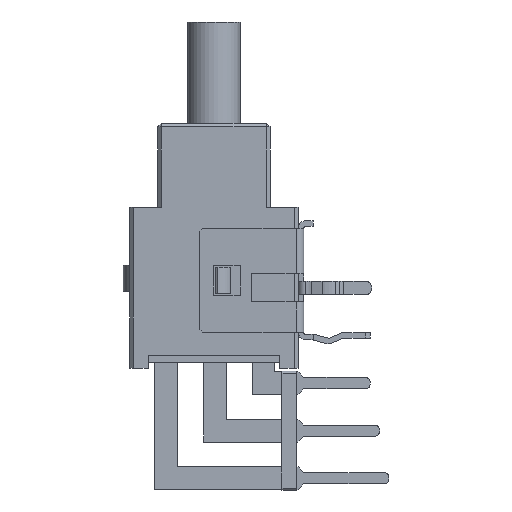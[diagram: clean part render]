
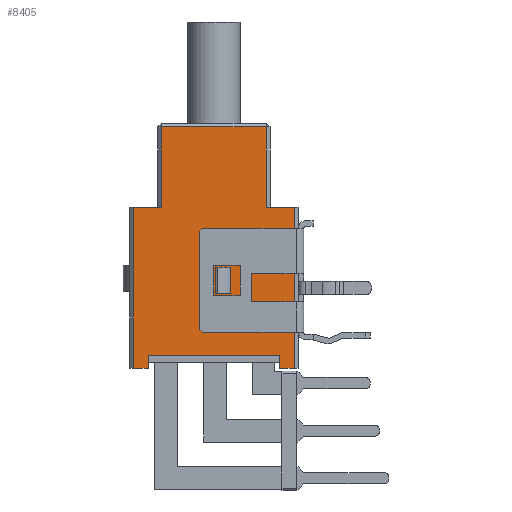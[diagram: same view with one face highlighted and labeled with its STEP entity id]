
A CAD part, front view. The second image highlights one B-rep face of the part: STEP entity #8405.
In plain terms, the highlighted planar face has unit normal (0, -1, 0).
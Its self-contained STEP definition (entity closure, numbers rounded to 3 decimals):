
#1016=ORIENTED_EDGE('',*,*,#2684,.F.);
#1017=ORIENTED_EDGE('',*,*,#2688,.T.);
#1018=ORIENTED_EDGE('',*,*,#2720,.F.);
#1019=ORIENTED_EDGE('',*,*,#2721,.T.);
#1020=ORIENTED_EDGE('',*,*,#2708,.F.);
#1021=ORIENTED_EDGE('',*,*,#2722,.F.);
#1022=ORIENTED_EDGE('',*,*,#2723,.T.);
#1023=ORIENTED_EDGE('',*,*,#2698,.T.);
#1024=ORIENTED_EDGE('',*,*,#2701,.F.);
#1025=ORIENTED_EDGE('',*,*,#2541,.T.);
#1026=ORIENTED_EDGE('',*,*,#2539,.T.);
#1027=ORIENTED_EDGE('',*,*,#2538,.T.);
#1028=ORIENTED_EDGE('',*,*,#2536,.T.);
#1029=ORIENTED_EDGE('',*,*,#2535,.T.);
#1030=ORIENTED_EDGE('',*,*,#2533,.F.);
#1031=ORIENTED_EDGE('',*,*,#2531,.F.);
#2531=EDGE_CURVE('',#3473,#3472,#4069,.T.);
#2533=EDGE_CURVE('',#3472,#3474,#4071,.T.);
#2535=EDGE_CURVE('',#3475,#3474,#4073,.T.);
#2536=EDGE_CURVE('',#3473,#3475,#4074,.T.);
#2538=EDGE_CURVE('',#3394,#3476,#4076,.T.);
#2539=EDGE_CURVE('',#3395,#3394,#4077,.T.);
#2541=EDGE_CURVE('',#3477,#3395,#4079,.T.);
#2684=EDGE_CURVE('',#3551,#3476,#4160,.T.);
#2688=EDGE_CURVE('',#3551,#3553,#4164,.T.);
#2698=EDGE_CURVE('',#3560,#3558,#4172,.T.);
#2701=EDGE_CURVE('',#3477,#3558,#4175,.T.);
#2708=EDGE_CURVE('',#3566,#3567,#4182,.T.);
#2720=EDGE_CURVE('',#3570,#3553,#4194,.T.);
#2721=EDGE_CURVE('',#3570,#3567,#4195,.T.);
#2722=EDGE_CURVE('',#3571,#3566,#4196,.T.);
#2723=EDGE_CURVE('',#3571,#3560,#4197,.T.);
#3394=VERTEX_POINT('',#11190);
#3395=VERTEX_POINT('',#11194);
#3472=VERTEX_POINT('',#11551);
#3473=VERTEX_POINT('',#11553);
#3474=VERTEX_POINT('',#11557);
#3475=VERTEX_POINT('',#11561);
#3476=VERTEX_POINT('',#11567);
#3477=VERTEX_POINT('',#11573);
#3551=VERTEX_POINT('',#12156);
#3553=VERTEX_POINT('',#12163);
#3558=VERTEX_POINT('',#12183);
#3560=VERTEX_POINT('',#12186);
#3566=VERTEX_POINT('',#12205);
#3567=VERTEX_POINT('',#12206);
#3570=VERTEX_POINT('',#12222);
#3571=VERTEX_POINT('',#12225);
#4069=LINE('',#11554,#4815);
#4071=LINE('',#11558,#4817);
#4073=LINE('',#11562,#4819);
#4074=LINE('',#11564,#4820);
#4076=LINE('',#11568,#4822);
#4077=LINE('',#11570,#4823);
#4079=LINE('',#11574,#4825);
#4160=LINE('',#12157,#4906);
#4164=LINE('',#12164,#4910);
#4172=LINE('',#12185,#4918);
#4175=LINE('',#12191,#4921);
#4182=LINE('',#12204,#4928);
#4194=LINE('',#12221,#4940);
#4195=LINE('',#12223,#4941);
#4196=LINE('',#12224,#4942);
#4197=LINE('',#12226,#4943);
#4815=VECTOR('',#9402,1000.);
#4817=VECTOR('',#9406,1000.);
#4819=VECTOR('',#9410,1000.);
#4820=VECTOR('',#9413,1000.);
#4822=VECTOR('',#9417,1000.);
#4823=VECTOR('',#9420,1000.);
#4825=VECTOR('',#9424,1000.);
#4906=VECTOR('',#9633,1000.);
#4910=VECTOR('',#9639,1000.);
#4918=VECTOR('',#9661,1000.);
#4921=VECTOR('',#9666,1000.);
#4928=VECTOR('',#9677,1000.);
#4940=VECTOR('',#9691,1000.);
#4941=VECTOR('',#9692,1000.);
#4942=VECTOR('',#9693,1000.);
#4943=VECTOR('',#9694,1000.);
#5589=EDGE_LOOP('',(#1016,#1017,#1018,#1019,#1020,#1021,#1022,#1023,#1024,
#1025,#1026,#1027));
#5590=EDGE_LOOP('',(#1028,#1029,#1030,#1031));
#5993=FACE_BOUND('',#5589,.T.);
#5994=FACE_BOUND('',#5590,.T.);
#6364=PLANE('',#8802);
#8405=ADVANCED_FACE('',(#5993,#5994),#6364,.F.);
#8802=AXIS2_PLACEMENT_3D('',#12220,#9689,#9690);
#9402=DIRECTION('',(0.,0.,1.));
#9406=DIRECTION('',(-1.,0.,0.));
#9410=DIRECTION('',(0.,0.,1.));
#9413=DIRECTION('',(-1.,0.,0.));
#9417=DIRECTION('',(0.,0.,-1.));
#9420=DIRECTION('',(-1.,0.,0.));
#9424=DIRECTION('',(0.,0.,1.));
#9633=DIRECTION('',(1.,0.,0.));
#9639=DIRECTION('',(0.,0.,-1.));
#9661=DIRECTION('',(0.,0.,1.));
#9666=DIRECTION('',(1.,0.,0.));
#9677=DIRECTION('',(-1.,0.,0.));
#9689=DIRECTION('',(0.,1.,0.));
#9690=DIRECTION('',(0.,0.,1.));
#9691=DIRECTION('',(-1.,0.,0.));
#9692=DIRECTION('',(0.,0.,1.));
#9693=DIRECTION('',(0.,0.,1.));
#9694=DIRECTION('',(1.,0.,0.));
#11190=CARTESIAN_POINT('',(-2.8,-2.5,12.195));
#11194=CARTESIAN_POINT('',(2.8,-2.5,12.195));
#11551=CARTESIAN_POINT('',(0.9,-2.5,4.695));
#11553=CARTESIAN_POINT('',(0.9,-2.5,3.295));
#11554=CARTESIAN_POINT('',(0.9,-2.5,3.295));
#11557=CARTESIAN_POINT('',(0.1,-2.5,4.695));
#11558=CARTESIAN_POINT('',(0.9,-2.5,4.695));
#11561=CARTESIAN_POINT('',(0.1,-2.5,3.295));
#11562=CARTESIAN_POINT('',(0.1,-2.5,3.295));
#11564=CARTESIAN_POINT('',(0.9,-2.5,3.295));
#11567=CARTESIAN_POINT('',(-2.8,-2.5,7.895));
#11568=CARTESIAN_POINT('',(-2.8,-2.5,7.895));
#11570=CARTESIAN_POINT('',(-3.,-2.5,12.195));
#11573=CARTESIAN_POINT('',(2.8,-2.5,7.895));
#11574=CARTESIAN_POINT('',(2.8,-2.5,12.395));
#12156=CARTESIAN_POINT('',(-4.3,-2.5,7.895));
#12157=CARTESIAN_POINT('',(-4.5,-2.5,7.895));
#12163=CARTESIAN_POINT('',(-4.3,-2.5,-0.7));
#12164=CARTESIAN_POINT('',(-4.3,-2.5,0.));
#12183=CARTESIAN_POINT('',(4.3,-2.5,7.895));
#12185=CARTESIAN_POINT('',(4.3,-2.5,7.895));
#12186=CARTESIAN_POINT('',(4.3,-2.5,-0.7));
#12191=CARTESIAN_POINT('',(-4.5,-2.5,7.895));
#12204=CARTESIAN_POINT('',(4.5,-2.5,0.));
#12205=CARTESIAN_POINT('',(3.5,-2.5,0.));
#12206=CARTESIAN_POINT('',(-3.5,-2.5,0.));
#12220=CARTESIAN_POINT('',(0.,-2.5,0.));
#12221=CARTESIAN_POINT('',(-3.5,-2.5,-0.7));
#12222=CARTESIAN_POINT('',(-3.5,-2.5,-0.7));
#12223=CARTESIAN_POINT('',(-3.5,-2.5,-0.7));
#12224=CARTESIAN_POINT('',(3.5,-2.5,-0.7));
#12225=CARTESIAN_POINT('',(3.5,-2.5,-0.7));
#12226=CARTESIAN_POINT('',(3.5,-2.5,-0.7));
